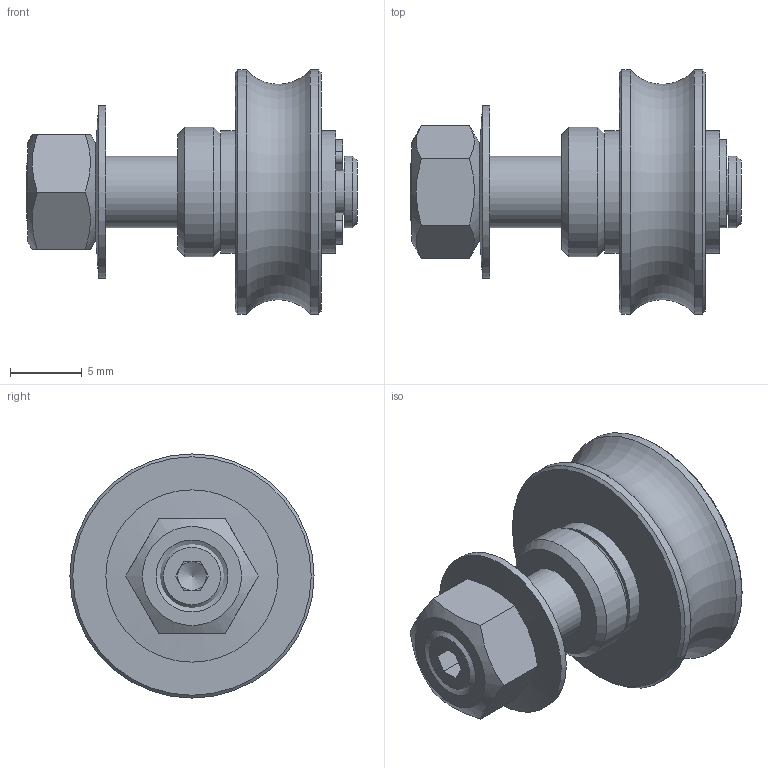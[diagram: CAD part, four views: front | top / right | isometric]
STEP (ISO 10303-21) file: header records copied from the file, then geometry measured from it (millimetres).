
FILE_DESCRIPTION(/* description */ ('ROTELLA CONCENTRICA RPC17'),/* implementation_level */ '2;1');
FILE_NAME(/* name */ '23.517.00C.stp',/* time_stamp */ '2022-07-20T11:25:41+02:00',/* author */ ('tecnico7'),/* organization */ (''),/* preprocessor_version */ 'ST-DEVELOPER v18.1',/* originating_system */ 'Autodesk Inventor 2022',/* authorisation */ '');
FILE_SCHEMA (('AUTOMOTIVE_DESIGN { 1 0 10303 214 3 1 1 }'));
Length unit declared in the file: millimetre
Products named in the file (6): 23.517.00C; 70PE00124-A; 80RT00012R-A; 80MTZ0006-A; 25.502.00; 80AER0003-A
Assembly tree (5 placements, depth 2):
  23.517.00C
    70PE00124-A
    80RT00012R-A
    80MTZ0006-A
    25.502.00
    80AER0003-A
Bounding box: 23 x 17 x 17 mm (x, y, z)
Volume: 1935.2 mm3; surface area: 2025.4 mm2
Topology: 5 solids, 5 shells, 94 faces, 216 edges, 136 vertices
Faces by surface type: plane 50, cylinder 29, cone 14, torus 1
Full cylindrical faces by diameter (mm): 2 x2, 3.2 x1, 4.134 x1, 5 x4, 5.2 x1, 8.5 x2, 9 x1, 12 x1, 17 x2
Entity records: 2893 total; most frequent: DIRECTION 499, CARTESIAN_POINT 479, ORIENTED_EDGE 428, EDGE_CURVE 214, AXIS2_PLACEMENT_3D 192, VERTEX_POINT 136, LINE 115, VECTOR 115
